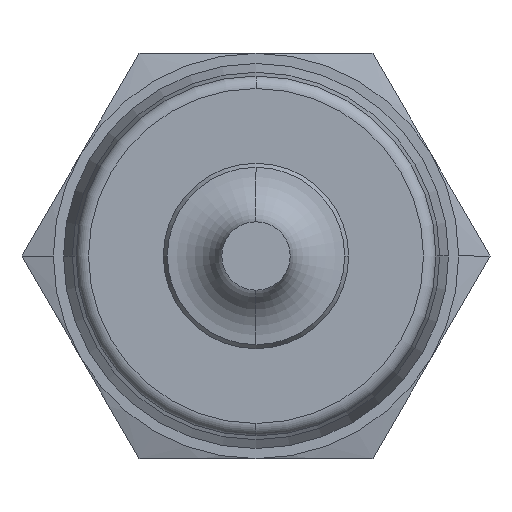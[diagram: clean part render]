
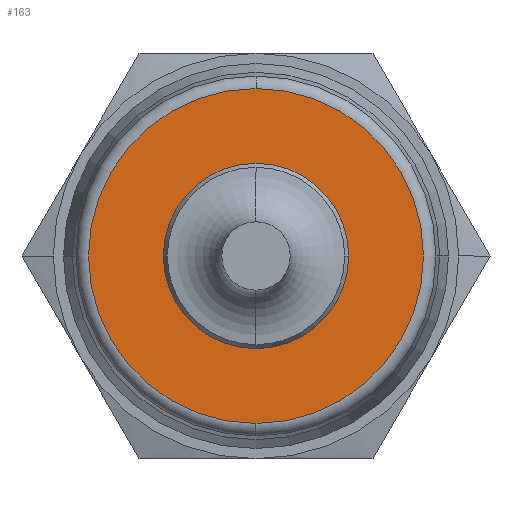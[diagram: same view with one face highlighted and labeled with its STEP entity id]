
A CAD part, left-side view. The second image highlights one B-rep face of the part: STEP entity #163.
In plain terms, the highlighted planar face has unit normal (-1, 0, 0).
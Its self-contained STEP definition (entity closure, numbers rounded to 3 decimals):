
#163 = ADVANCED_FACE( '', ( #349, #350 ), #351, .T. );
#349 = FACE_BOUND( '', #540, .T. );
#350 = FACE_OUTER_BOUND( '', #541, .T. );
#351 = PLANE( '', #542 );
#540 = EDGE_LOOP( '', ( #1196, #1197 ) );
#541 = EDGE_LOOP( '', ( #1198, #1199, #1200 ) );
#542 = AXIS2_PLACEMENT_3D( '', #1201, #1202, #1203 );
#1196 = ORIENTED_EDGE( '', *, *, #1245, .F. );
#1197 = ORIENTED_EDGE( '', *, *, #1432, .F. );
#1198 = ORIENTED_EDGE( '', *, *, #1252, .T. );
#1199 = ORIENTED_EDGE( '', *, *, #1431, .T. );
#1200 = ORIENTED_EDGE( '', *, *, #1253, .T. );
#1201 = CARTESIAN_POINT( '', ( -28.5, 10.267, 0. ) );
#1202 = DIRECTION( '', ( -1., 0., 0. ) );
#1203 = DIRECTION( '', ( 0., 1., 0. ) );
#1245 = EDGE_CURVE( '', #1455, #1458, #1459, .T. );
#1252 = EDGE_CURVE( '', #1471, #1469, #1472, .T. );
#1253 = EDGE_CURVE( '', #1463, #1471, #1473, .T. );
#1431 = EDGE_CURVE( '', #1469, #1463, #1749, .T. );
#1432 = EDGE_CURVE( '', #1458, #1455, #1750, .T. );
#1455 = VERTEX_POINT( '', #1775 );
#1458 = VERTEX_POINT( '', #1779 );
#1459 = CIRCLE( '', #1780, 7.314 );
#1463 = VERTEX_POINT( '', #1785 );
#1469 = VERTEX_POINT( '', #1791 );
#1471 = VERTEX_POINT( '', #1793 );
#1472 = CIRCLE( '', #1794, 13.22 );
#1473 = CIRCLE( '', #1795, 13.22 );
#1749 = CIRCLE( '', #2555, 13.22 );
#1750 = CIRCLE( '', #2556, 7.314 );
#1775 = CARTESIAN_POINT( '', ( -28.5, 7.314, 0. ) );
#1779 = CARTESIAN_POINT( '', ( -28.5, -7.314, 0. ) );
#1780 = AXIS2_PLACEMENT_3D( '', #2587, #2588, #2589 );
#1785 = CARTESIAN_POINT( '', ( -28.5, 0., 13.22 ) );
#1791 = CARTESIAN_POINT( '', ( -28.5, 0., -13.22 ) );
#1793 = CARTESIAN_POINT( '', ( -28.5, 13.22, 0. ) );
#1794 = AXIS2_PLACEMENT_3D( '', #2606, #2607, #2608 );
#1795 = AXIS2_PLACEMENT_3D( '', #2609, #2610, #2611 );
#2555 = AXIS2_PLACEMENT_3D( '', #2895, #2896, #2897 );
#2556 = AXIS2_PLACEMENT_3D( '', #2898, #2899, #2900 );
#2587 = CARTESIAN_POINT( '', ( -28.5, 0., 0. ) );
#2588 = DIRECTION( '', ( -1., 0., 0. ) );
#2589 = DIRECTION( '', ( 0., 1., 0. ) );
#2606 = CARTESIAN_POINT( '', ( -28.5, 0., 0. ) );
#2607 = DIRECTION( '', ( -1., 0., 0. ) );
#2608 = DIRECTION( '', ( 0., 1., 0. ) );
#2609 = CARTESIAN_POINT( '', ( -28.5, 0., 0. ) );
#2610 = DIRECTION( '', ( -1., 0., 0. ) );
#2611 = DIRECTION( '', ( 0., 1., 0. ) );
#2895 = CARTESIAN_POINT( '', ( -28.5, 0., 0. ) );
#2896 = DIRECTION( '', ( -1., 0., 0. ) );
#2897 = DIRECTION( '', ( 0., 1., 0. ) );
#2898 = CARTESIAN_POINT( '', ( -28.5, 0., 0. ) );
#2899 = DIRECTION( '', ( -1., 0., 0. ) );
#2900 = DIRECTION( '', ( 0., 1., 0. ) );
